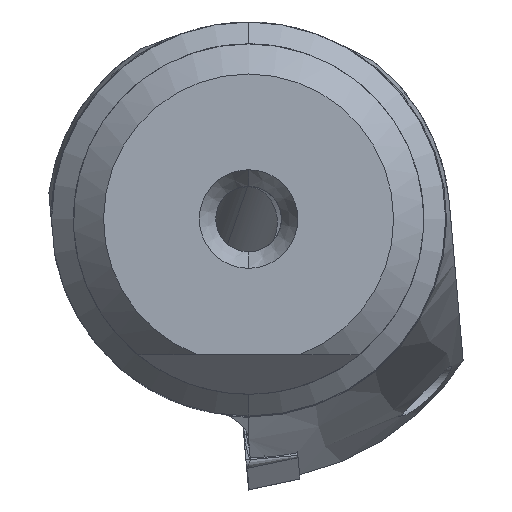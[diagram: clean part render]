
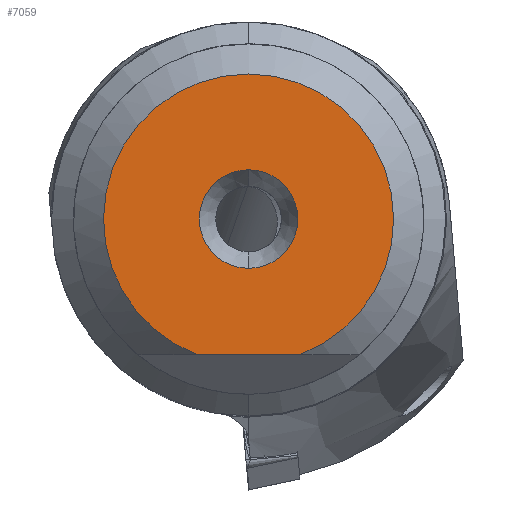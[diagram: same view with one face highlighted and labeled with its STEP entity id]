
A CAD part, left-side view. The second image highlights one B-rep face of the part: STEP entity #7059.
In plain terms, the highlighted planar face has unit normal (-1, 0, 0).
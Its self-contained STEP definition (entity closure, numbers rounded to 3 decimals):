
#20 = DIRECTION ( 'NONE',  ( 0., 0., -1. ) ) ;
#427 = CIRCLE ( 'NONE', #5425, 6.625 ) ;
#545 = CIRCLE ( 'NONE', #5248, 2.25 ) ;
#567 = DIRECTION ( 'NONE',  ( -1., 0., 0. ) ) ;
#869 = VERTEX_POINT ( 'NONE', #9636 ) ;
#1100 = DIRECTION ( 'NONE',  ( 0., -1., 0. ) ) ;
#1245 = AXIS2_PLACEMENT_3D ( 'NONE', #7511, #3765, #20 ) ;
#1327 = CARTESIAN_POINT ( 'NONE',  ( 0., -2.335, -6.2 ) ) ;
#1561 = DIRECTION ( 'NONE',  ( 0., 0., 1. ) ) ;
#1707 = EDGE_CURVE ( 'NONE', #869, #5271, #3423, .T. ) ;
#1953 = CARTESIAN_POINT ( 'NONE',  ( 0., 0., 0. ) ) ;
#2076 = EDGE_CURVE ( 'NONE', #10017, #6441, #427, .T. ) ;
#2177 = EDGE_LOOP ( 'NONE', ( #3517, #3662 ) ) ;
#2351 = EDGE_CURVE ( 'NONE', #6441, #10017, #3546, .T. ) ;
#2445 = CARTESIAN_POINT ( 'NONE',  ( 0., 0., -2.25 ) ) ;
#2653 = EDGE_CURVE ( 'NONE', #5271, #869, #545, .T. ) ;
#3423 = CIRCLE ( 'NONE', #5730, 2.25 ) ;
#3517 = ORIENTED_EDGE ( 'NONE', *, *, #1707, .F. ) ;
#3546 = LINE ( 'NONE', #6900, #9646 ) ;
#3662 = ORIENTED_EDGE ( 'NONE', *, *, #2653, .F. ) ;
#3765 = DIRECTION ( 'NONE',  ( 1., 0., 0. ) ) ;
#3871 = ORIENTED_EDGE ( 'NONE', *, *, #2076, .T. ) ;
#4113 = ORIENTED_EDGE ( 'NONE', *, *, #2351, .T. ) ;
#4569 = DIRECTION ( 'NONE',  ( -1., 0., 0. ) ) ;
#5248 = AXIS2_PLACEMENT_3D ( 'NONE', #9679, #567, #7593 ) ;
#5271 = VERTEX_POINT ( 'NONE', #2445 ) ;
#5425 = AXIS2_PLACEMENT_3D ( 'NONE', #9645, #9242, #1561 ) ;
#5730 = AXIS2_PLACEMENT_3D ( 'NONE', #1953, #4569, #7630 ) ;
#6441 = VERTEX_POINT ( 'NONE', #9171 ) ;
#6588 = PLANE ( 'NONE',  #1245 ) ;
#6900 = CARTESIAN_POINT ( 'NONE',  ( 0., 2.25, -6.2 ) ) ;
#7059 = ADVANCED_FACE ( 'NONE', ( #9473, #8985 ), #6588, .F. ) ;
#7511 = CARTESIAN_POINT ( 'NONE',  ( 0., 2.25, 0. ) ) ;
#7593 = DIRECTION ( 'NONE',  ( 0., 0., 1. ) ) ;
#7630 = DIRECTION ( 'NONE',  ( 0., 0., 1. ) ) ;
#8985 = FACE_OUTER_BOUND ( 'NONE', #9258, .T. ) ;
#9171 = CARTESIAN_POINT ( 'NONE',  ( 0., 2.335, -6.2 ) ) ;
#9242 = DIRECTION ( 'NONE',  ( -1., 0., 0. ) ) ;
#9258 = EDGE_LOOP ( 'NONE', ( #3871, #4113 ) ) ;
#9473 = FACE_BOUND ( 'NONE', #2177, .T. ) ;
#9636 = CARTESIAN_POINT ( 'NONE',  ( 0., 0., 2.25 ) ) ;
#9645 = CARTESIAN_POINT ( 'NONE',  ( 0., 0., 0. ) ) ;
#9646 = VECTOR ( 'NONE', #1100, 1000. ) ;
#9679 = CARTESIAN_POINT ( 'NONE',  ( 0., 0., 0. ) ) ;
#10017 = VERTEX_POINT ( 'NONE', #1327 ) ;
